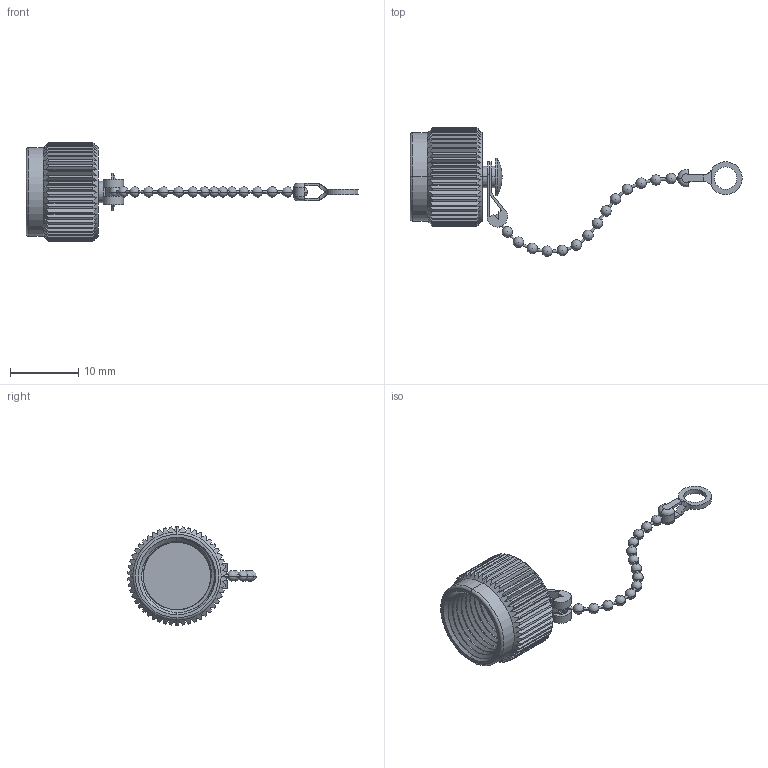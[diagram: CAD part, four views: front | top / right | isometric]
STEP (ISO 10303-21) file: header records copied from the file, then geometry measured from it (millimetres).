
FILE_DESCRIPTION (( 'STEP AP203' ), '1' );
FILE_NAME ('PE6023.step', '2018-04-19T16:44:15', ( '' ), ( '' ), 'SwSTEP 2.0', 'SolidWorks 2017', '' );
FILE_SCHEMA (( 'CONFIG_CONTROL_DESIGN' ));
Length unit declared in the file: inch
Products named in the file (1): PE6023
Bounding box: 48.77 x 18.91 x 14.5 mm (x, y, z)
Volume: 1001.3 mm3; surface area: 1972.5 mm2
Topology: 4 solids, 4 shells, 358 faces, 1097 edges, 713 vertices
Faces by surface type: plane 170, cylinder 107, bspline 35, sphere 34, torus 6, cone 6
Entity records: 16323 total; most frequent: CARTESIAN_POINT 7620, ORIENTED_EDGE 2026, DIRECTION 1561, EDGE_CURVE 1013, VERTEX_POINT 661, AXIS2_PLACEMENT_3D 586, VECTOR 389, LINE 389
